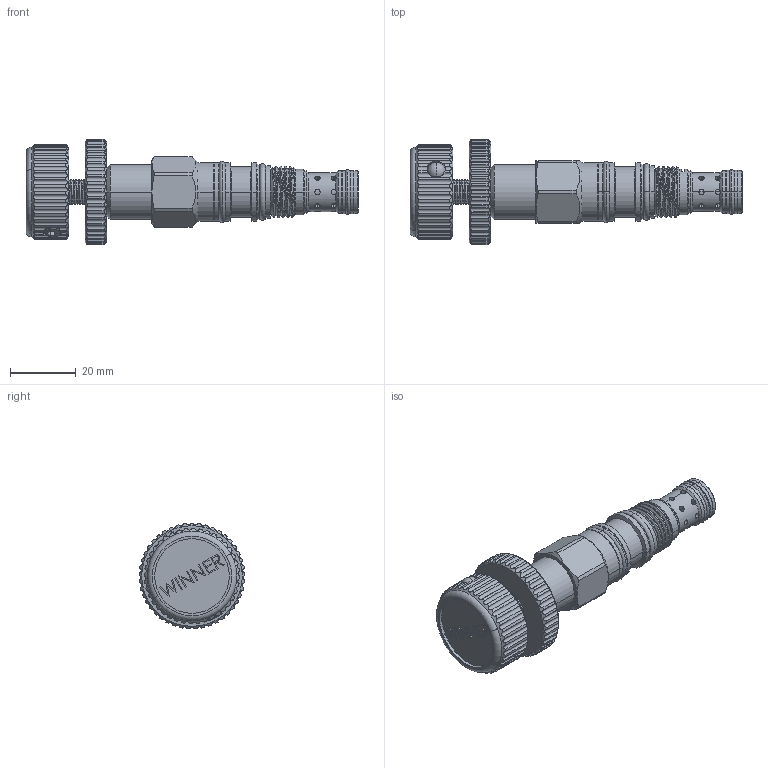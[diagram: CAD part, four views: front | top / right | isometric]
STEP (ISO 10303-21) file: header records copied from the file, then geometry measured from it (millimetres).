
FILE_DESCRIPTION (( 'STEP AP203' ), '1' );
FILE_NAME ('SQ163A30-K.STEP', '2020-03-25T02:34:57', ( '' ), ( '' ), 'SwSTEP 2.0', 'SolidWorks 2018', '' );
FILE_SCHEMA (( 'CONFIG_CONTROL_DESIGN' ));
Length unit declared in the file: millimetre
Products named in the file (1): SQ163A30-K
Bounding box: 100.94 x 32.2 x 32.18 mm (x, y, z)
Volume: 28205.3 mm3; surface area: 14729.7 mm2
Topology: 12 solids, 12 shells, 909 faces, 2495 edges, 1622 vertices
Faces by surface type: cylinder 488, plane 209, cone 99, torus 65, bspline 44, sphere 4
Entity records: 56485 total; most frequent: CARTESIAN_POINT 35117, ORIENTED_EDGE 4958, DIRECTION 3895, EDGE_CURVE 2479, VERTEX_POINT 1616, AXIS2_PLACEMENT_3D 1506, EDGE_LOOP 955, FACE_OUTER_BOUND 909
